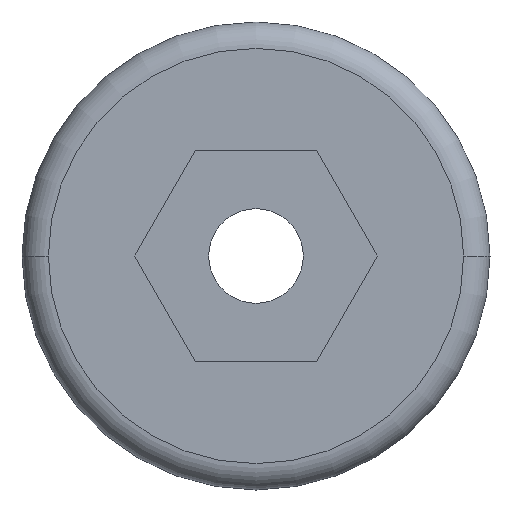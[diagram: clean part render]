
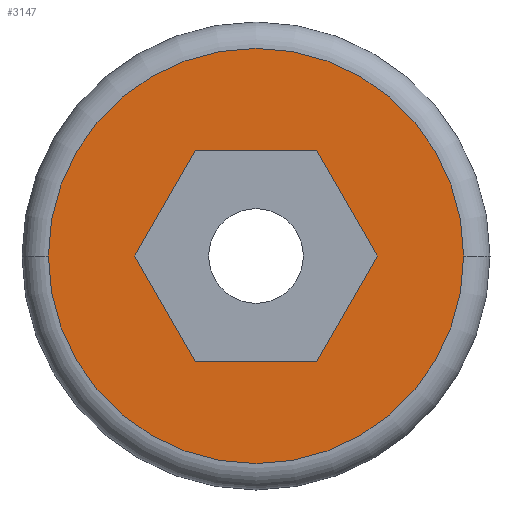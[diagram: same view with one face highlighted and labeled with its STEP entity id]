
A CAD part, left-side view. The second image highlights one B-rep face of the part: STEP entity #3147.
In plain terms, the highlighted planar face has unit normal (-1, 0, 0).
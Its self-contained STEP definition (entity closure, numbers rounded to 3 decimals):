
#1583=DIRECTION('',(0.,-0.5,0.866));
#1584=VECTOR('',#1583,1.166);
#1585=CARTESIAN_POINT('',(-2.43,1.166,0.));
#1586=LINE('',#1585,#1584);
#1587=DIRECTION('',(0.,0.5,0.866));
#1588=VECTOR('',#1587,1.166);
#1589=CARTESIAN_POINT('',(-2.43,0.583,-1.01));
#1590=LINE('',#1589,#1588);
#1591=DIRECTION('',(0.,1.,0.));
#1592=VECTOR('',#1591,1.166);
#1593=CARTESIAN_POINT('',(-2.43,-0.583,-1.01));
#1594=LINE('',#1593,#1592);
#1595=DIRECTION('',(0.,0.5,-0.866));
#1596=VECTOR('',#1595,1.166);
#1597=CARTESIAN_POINT('',(-2.43,-1.166,0.));
#1598=LINE('',#1597,#1596);
#1599=DIRECTION('',(0.,-0.5,-0.866));
#1600=VECTOR('',#1599,1.166);
#1601=CARTESIAN_POINT('',(-2.43,-0.583,1.01));
#1602=LINE('',#1601,#1600);
#1603=DIRECTION('',(0.,-1.,0.));
#1604=VECTOR('',#1603,1.166);
#1605=CARTESIAN_POINT('',(-2.43,0.583,1.01));
#1606=LINE('',#1605,#1604);
#1607=CARTESIAN_POINT('',(-2.43,0.,0.));
#1608=DIRECTION('',(-1.,0.,0.));
#1609=DIRECTION('',(0.,1.,0.));
#1610=AXIS2_PLACEMENT_3D('',#1607,#1608,#1609);
#1612=CARTESIAN_POINT('',(-2.43,0.,0.));
#1613=DIRECTION('',(-1.,0.,0.));
#1614=DIRECTION('',(0.,-1.,0.));
#1615=AXIS2_PLACEMENT_3D('',#1612,#1613,#1614);
#1783=CARTESIAN_POINT('',(-2.43,1.166,0.));
#1784=CARTESIAN_POINT('',(-2.43,0.583,1.01));
#1785=VERTEX_POINT('',#1783);
#1786=VERTEX_POINT('',#1784);
#1787=CARTESIAN_POINT('',(-2.43,-0.583,1.01));
#1788=VERTEX_POINT('',#1787);
#1789=CARTESIAN_POINT('',(-2.43,-1.166,0.));
#1790=VERTEX_POINT('',#1789);
#1791=CARTESIAN_POINT('',(-2.43,-0.583,-1.01));
#1792=VERTEX_POINT('',#1791);
#1793=CARTESIAN_POINT('',(-2.43,0.583,-1.01));
#1794=VERTEX_POINT('',#1793);
#1795=CARTESIAN_POINT('',(-2.43,1.996,0.));
#1796=CARTESIAN_POINT('',(-2.43,-1.996,0.));
#1797=VERTEX_POINT('',#1795);
#1798=VERTEX_POINT('',#1796);
#3123=CARTESIAN_POINT('',(-2.43,0.,0.));
#3124=DIRECTION('',(1.,0.,0.));
#3125=DIRECTION('',(0.,-1.,0.));
#3126=AXIS2_PLACEMENT_3D('',#3123,#3124,#3125);
#3127=PLANE('',#3126);
#3129=ORIENTED_EDGE('',*,*,#3128,.F.);
#3130=ORIENTED_EDGE('',*,*,#3113,.F.);
#3131=EDGE_LOOP('',(#3129,#3130));
#3132=FACE_OUTER_BOUND('',#3131,.F.);
#3134=ORIENTED_EDGE('',*,*,#3133,.F.);
#3136=ORIENTED_EDGE('',*,*,#3135,.F.);
#3138=ORIENTED_EDGE('',*,*,#3137,.F.);
#3140=ORIENTED_EDGE('',*,*,#3139,.F.);
#3142=ORIENTED_EDGE('',*,*,#3141,.F.);
#3144=ORIENTED_EDGE('',*,*,#3143,.F.);
#3145=EDGE_LOOP('',(#3134,#3136,#3138,#3140,#3142,#3144));
#3146=FACE_BOUND('',#3145,.F.);
#1611=CIRCLE('',#1610,1.996);
#1616=CIRCLE('',#1615,1.996);
#3113=EDGE_CURVE('',#1798,#1797,#1616,.T.);
#3128=EDGE_CURVE('',#1797,#1798,#1611,.T.);
#3133=EDGE_CURVE('',#1785,#1786,#1586,.T.);
#3135=EDGE_CURVE('',#1794,#1785,#1590,.T.);
#3137=EDGE_CURVE('',#1792,#1794,#1594,.T.);
#3139=EDGE_CURVE('',#1790,#1792,#1598,.T.);
#3141=EDGE_CURVE('',#1788,#1790,#1602,.T.);
#3143=EDGE_CURVE('',#1786,#1788,#1606,.T.);
#3147=ADVANCED_FACE('',(#3132,#3146),#3127,.F.);
